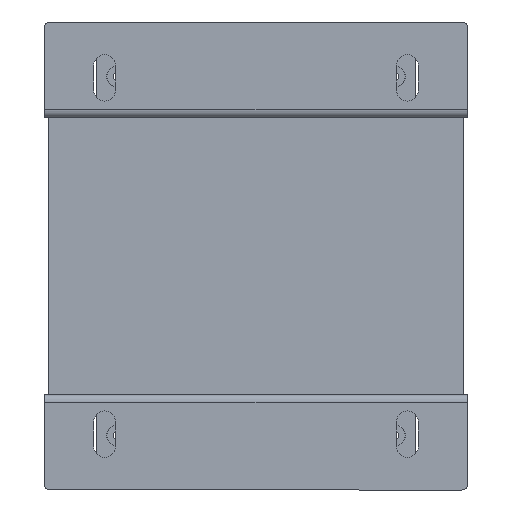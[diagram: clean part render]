
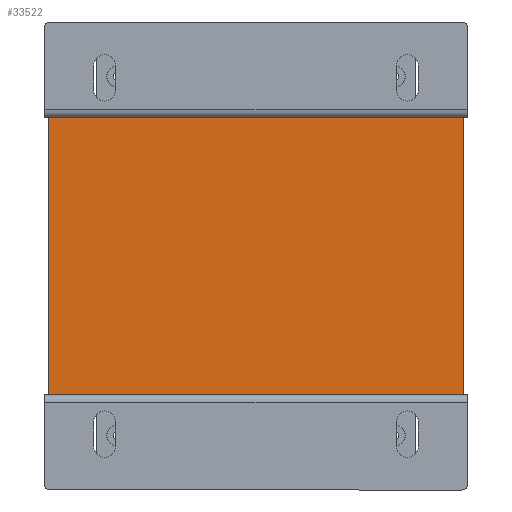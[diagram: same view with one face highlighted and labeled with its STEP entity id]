
A CAD part, front view. The second image highlights one B-rep face of the part: STEP entity #33522.
In plain terms, the highlighted planar face has unit normal (0, -1, 0).
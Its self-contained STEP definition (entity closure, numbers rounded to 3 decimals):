
#2729 = ORIENTED_EDGE ( 'NONE', *, *, #47737, .F. ) ;
#4722 = DIRECTION ( 'NONE',  ( 0., 1., 0. ) ) ;
#7369 = CARTESIAN_POINT ( 'NONE',  ( -17.255, -3.22, 179.773 ) ) ;
#12451 = DIRECTION ( 'NONE',  ( 0., 0., -1. ) ) ;
#12476 = EDGE_CURVE ( 'NONE', #69766, #71812, #62046, .T. ) ;
#19178 = DIRECTION ( 'NONE',  ( 0., 0., 1. ) ) ;
#22402 = DIRECTION ( 'NONE',  ( 1., 0., 0. ) ) ;
#27010 = VERTEX_POINT ( 'NONE', #143568 ) ;
#33522 = ADVANCED_FACE ( 'NONE', ( #120597 ), #69566, .F. ) ;
#35189 = LINE ( 'NONE', #87308, #48988 ) ;
#41544 = CARTESIAN_POINT ( 'NONE',  ( 135.145, -3.22, 179.773 ) ) ;
#43860 = VECTOR ( 'NONE', #12451, 1000. ) ;
#45025 = LINE ( 'NONE', #93732, #96933 ) ;
#46343 = EDGE_CURVE ( 'NONE', #71812, #27010, #35189, .T. ) ;
#47737 = EDGE_CURVE ( 'NONE', #132203, #27010, #154889, .T. ) ;
#48988 = VECTOR ( 'NONE', #22402, 1000. ) ;
#55336 = DIRECTION ( 'NONE',  ( 1., 0., 0. ) ) ;
#61638 = CARTESIAN_POINT ( 'NONE',  ( -17.255, -3.22, 78.173 ) ) ;
#62046 = LINE ( 'NONE', #165124, #43860 ) ;
#65479 = CARTESIAN_POINT ( 'NONE',  ( 135.145, -3.22, 179.773 ) ) ;
#69566 = PLANE ( 'NONE',  #121549 ) ;
#69766 = VERTEX_POINT ( 'NONE', #7369 ) ;
#71812 = VERTEX_POINT ( 'NONE', #61638 ) ;
#87308 = CARTESIAN_POINT ( 'NONE',  ( -17.255, -3.22, 78.173 ) ) ;
#93732 = CARTESIAN_POINT ( 'NONE',  ( -17.255, -3.22, 179.773 ) ) ;
#96525 = ORIENTED_EDGE ( 'NONE', *, *, #12476, .T. ) ;
#96933 = VECTOR ( 'NONE', #55336, 1000. ) ;
#97678 = ORIENTED_EDGE ( 'NONE', *, *, #144715, .F. ) ;
#117364 = DIRECTION ( 'NONE',  ( 0., 0., -1. ) ) ;
#120597 = FACE_OUTER_BOUND ( 'NONE', #121340, .T. ) ;
#121340 = EDGE_LOOP ( 'NONE', ( #159253, #2729, #97678, #96525 ) ) ;
#121447 = CARTESIAN_POINT ( 'NONE',  ( -17.255, -3.22, 179.773 ) ) ;
#121549 = AXIS2_PLACEMENT_3D ( 'NONE', #121447, #4722, #19178 ) ;
#132203 = VERTEX_POINT ( 'NONE', #41544 ) ;
#143568 = CARTESIAN_POINT ( 'NONE',  ( 135.145, -3.22, 78.173 ) ) ;
#144715 = EDGE_CURVE ( 'NONE', #69766, #132203, #45025, .T. ) ;
#154889 = LINE ( 'NONE', #65479, #158567 ) ;
#158567 = VECTOR ( 'NONE', #117364, 1000. ) ;
#159253 = ORIENTED_EDGE ( 'NONE', *, *, #46343, .T. ) ;
#165124 = CARTESIAN_POINT ( 'NONE',  ( -17.255, -3.22, 179.773 ) ) ;
